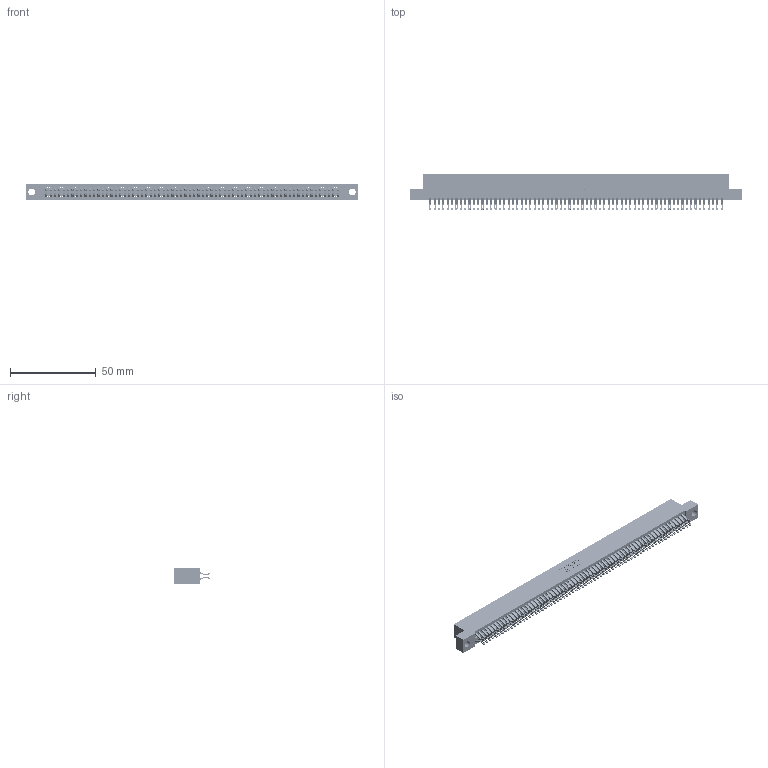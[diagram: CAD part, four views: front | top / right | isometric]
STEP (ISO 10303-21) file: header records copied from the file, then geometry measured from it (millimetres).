
FILE_DESCRIPTION (( 'STEP AP203' ), '1' );
FILE_NAME ('345-136-555-204.STEP', '2021-05-25T23:23:35', ( '' ), ( '' ), 'SwSTEP 2.0', 'SolidWorks 2020', '' );
FILE_SCHEMA (( 'CONFIG_CONTROL_DESIGN' ));
Length unit declared in the file: inch
Products named in the file (3): 345-136-555-204; 345-292-001_555 Tail; 345 Part_Flush Mounting Lugs - 0.156 Dia-TI
Assembly tree (137 placements, depth 2):
  345-136-555-204
    345 Part_Flush Mounting Lugs - 0.156 Dia-TI
    345-292-001_555 Tail  x136
Bounding box: 193.93 x 21.13 x 9.4 mm (x, y, z)
Volume: 19368.3 mm3; surface area: 30356.8 mm2
Topology: 137 solids, 137 shells, 7756 faces, 24449 edges, 16298 vertices
Faces by surface type: plane 4310, cylinder 3446
Entity records: 50599 total; most frequent: CARTESIAN_POINT 8496, ORIENTED_EDGE 8398, DIRECTION 7427, EDGE_CURVE 4199, VECTOR 3775, LINE 3775, VERTEX_POINT 2798, AXIS2_PLACEMENT_3D 1826
